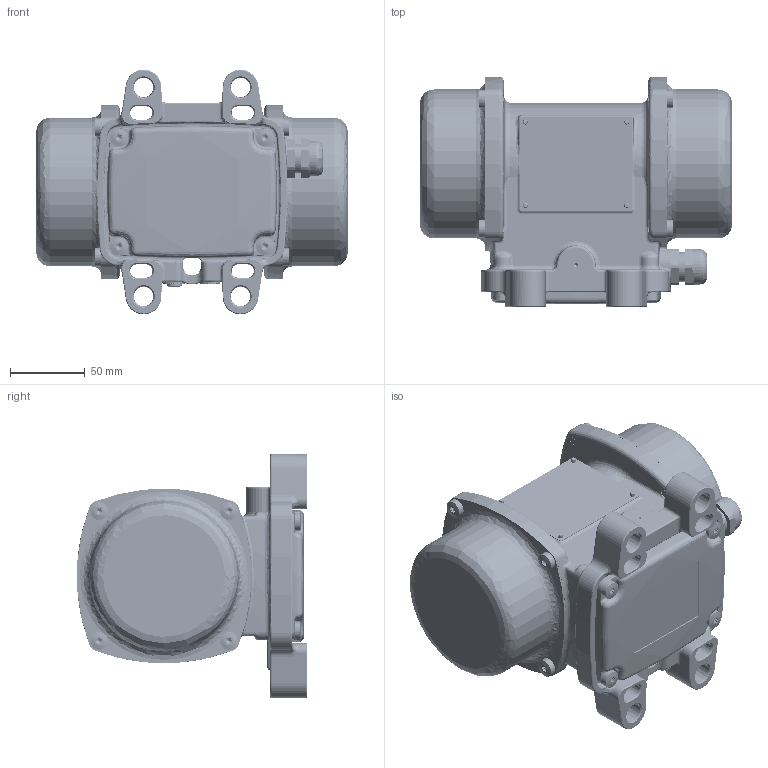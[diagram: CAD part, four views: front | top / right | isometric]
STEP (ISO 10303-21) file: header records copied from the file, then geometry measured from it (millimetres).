
FILE_DESCRIPTION (( 'STEP AP214' ), '1' );
FILE_NAME ('NED 50100 12V+24V.STEP', '2021-07-08T09:59:40', ( '' ), ( '' ), 'SwSTEP 2.0', 'SolidWorks 2015', '' );
FILE_SCHEMA (( 'AUTOMOTIVE_DESIGN' ));
Length unit declared in the file: millimetre
Products named in the file (1): NED 50100 12V+24V
Bounding box: 209 x 154.48 x 164 mm (x, y, z)
Volume: 1344306.4 mm3; surface area: 531983.6 mm2
Topology: 64 solids, 64 shells, 7209 faces, 17829 edges, 10965 vertices
Faces by surface type: bspline 3150, cylinder 1792, plane 1770, cone 497
Entity records: 376770 total; most frequent: CARTESIAN_POINT 222542, ORIENTED_EDGE 35240, DIRECTION 22473, EDGE_CURVE 17620, VERTEX_POINT 10965, AXIS2_PLACEMENT_3D 8103, EDGE_LOOP 7787, ADVANCED_FACE 7209
